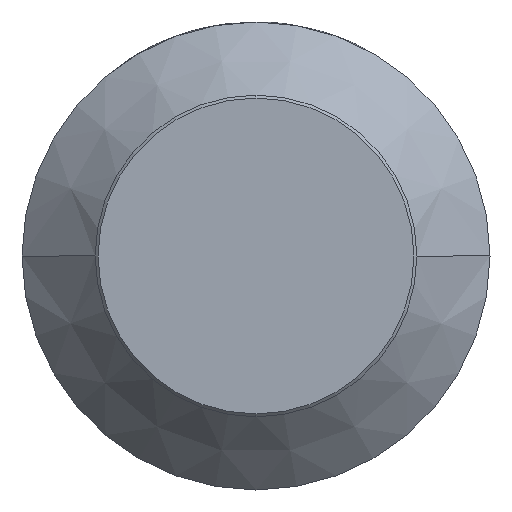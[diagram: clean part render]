
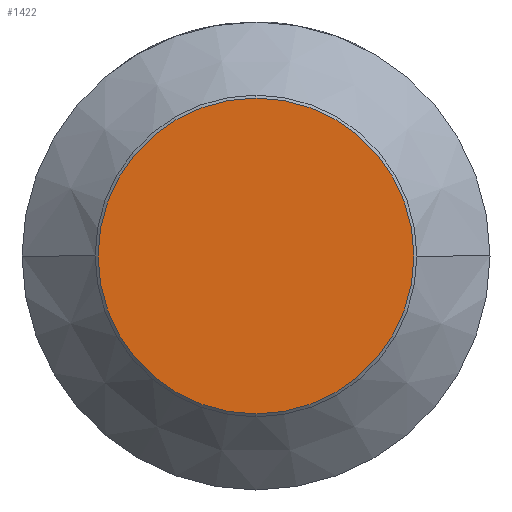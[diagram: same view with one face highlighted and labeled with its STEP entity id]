
A CAD part, left-side view. The second image highlights one B-rep face of the part: STEP entity #1422.
In plain terms, the highlighted planar face has unit normal (-1, 0, 0).
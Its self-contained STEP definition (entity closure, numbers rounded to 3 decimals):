
#1422 = ADVANCED_FACE ( 'NONE', ( #6407 ), #5117, .F. ) ;
#1580 = AXIS2_PLACEMENT_3D ( 'NONE', #5115, #5119, #5120 ) ;
#1686 = AXIS2_PLACEMENT_3D ( 'NONE', #2145, #2146, #2147 ) ;
#2145 = CARTESIAN_POINT ( 'NONE',  ( -88., 0., 0. ) ) ;
#2146 = DIRECTION ( 'NONE',  ( -1., 0., 0. ) ) ;
#2147 = DIRECTION ( 'NONE',  ( 0., 0., -1. ) ) ;
#2556 = CARTESIAN_POINT ( 'NONE',  ( -88., 0., 0. ) ) ;
#2557 = DIRECTION ( 'NONE',  ( -1., 0., 0. ) ) ;
#2558 = DIRECTION ( 'NONE',  ( 0., 0., -1. ) ) ;
#3673 = CIRCLE ( 'NONE', #1686, 5.4 ) ;
#3774 = CIRCLE ( 'NONE', #10742, 5.4 ) ;
#4065 = VERTEX_POINT ( 'NONE', #5287 ) ;
#4085 = VERTEX_POINT ( 'NONE', #5307 ) ;
#4175 = EDGE_LOOP ( 'NONE', ( #8337, #8338 ) ) ;
#4727 = EDGE_CURVE ( 'NONE', #4085, #4065, #3673, .T. ) ;
#5115 = CARTESIAN_POINT ( 'NONE',  ( -88., 5.5, 0. ) ) ;
#5117 = PLANE ( 'NONE',  #1580 ) ;
#5119 = DIRECTION ( 'NONE',  ( 1., 0., 0. ) ) ;
#5120 = DIRECTION ( 'NONE',  ( 0., 0., -1. ) ) ;
#5287 = CARTESIAN_POINT ( 'NONE',  ( -88., 0., 5.4 ) ) ;
#5307 = CARTESIAN_POINT ( 'NONE',  ( -88., 0., -5.4 ) ) ;
#5511 = EDGE_CURVE ( 'NONE', #4065, #4085, #3774, .T. ) ;
#6407 = FACE_OUTER_BOUND ( 'NONE', #4175, .T. ) ;
#8337 = ORIENTED_EDGE ( 'NONE', *, *, #4727, .T. ) ;
#8338 = ORIENTED_EDGE ( 'NONE', *, *, #5511, .T. ) ;
#10742 = AXIS2_PLACEMENT_3D ( 'NONE', #2556, #2557, #2558 ) ;
